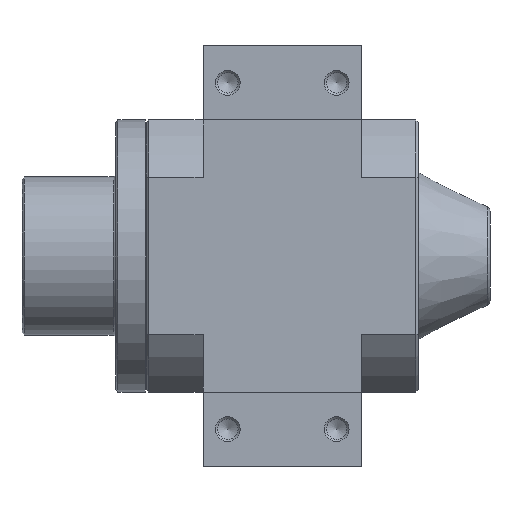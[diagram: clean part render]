
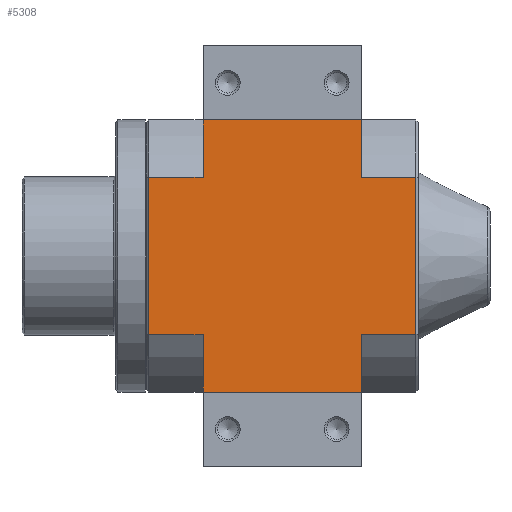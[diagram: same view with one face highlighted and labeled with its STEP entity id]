
A CAD part, left-side view. The second image highlights one B-rep face of the part: STEP entity #5308.
In plain terms, the highlighted face is planar.
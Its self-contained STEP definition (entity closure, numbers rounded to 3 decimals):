
#582=ORIENTED_EDGE('',*,*,#1716,.T.);
#583=ORIENTED_EDGE('',*,*,#1717,.F.);
#584=ORIENTED_EDGE('',*,*,#1718,.T.);
#585=ORIENTED_EDGE('',*,*,#1635,.T.);
#586=ORIENTED_EDGE('',*,*,#1719,.F.);
#587=ORIENTED_EDGE('',*,*,#1720,.T.);
#588=ORIENTED_EDGE('',*,*,#1721,.F.);
#589=ORIENTED_EDGE('',*,*,#1722,.T.);
#590=ORIENTED_EDGE('',*,*,#1723,.F.);
#591=ORIENTED_EDGE('',*,*,#1708,.T.);
#592=ORIENTED_EDGE('',*,*,#1724,.T.);
#593=ORIENTED_EDGE('',*,*,#1725,.F.);
#1635=EDGE_CURVE('',#2207,#2206,#2623,.T.);
#1708=EDGE_CURVE('',#2273,#2272,#2662,.T.);
#1716=EDGE_CURVE('',#2279,#2280,#2670,.T.);
#1717=EDGE_CURVE('',#2281,#2280,#2671,.F.);
#1718=EDGE_CURVE('',#2281,#2207,#2672,.T.);
#1719=EDGE_CURVE('',#2282,#2206,#2673,.T.);
#1720=EDGE_CURVE('',#2282,#2283,#2674,.F.);
#1721=EDGE_CURVE('',#2284,#2283,#2675,.T.);
#1722=EDGE_CURVE('',#2284,#2285,#2676,.T.);
#1723=EDGE_CURVE('',#2273,#2285,#2677,.T.);
#1724=EDGE_CURVE('',#2272,#2286,#2678,.T.);
#1725=EDGE_CURVE('',#2279,#2286,#2679,.T.);
#2206=VERTEX_POINT('',#7596);
#2207=VERTEX_POINT('',#7598);
#2272=VERTEX_POINT('',#7775);
#2273=VERTEX_POINT('',#7777);
#2279=VERTEX_POINT('',#7792);
#2280=VERTEX_POINT('',#7793);
#2281=VERTEX_POINT('',#7795);
#2282=VERTEX_POINT('',#7798);
#2283=VERTEX_POINT('',#7800);
#2284=VERTEX_POINT('',#7802);
#2285=VERTEX_POINT('',#7804);
#2286=VERTEX_POINT('',#7807);
#2623=LINE('',#7597,#2916);
#2662=LINE('',#7776,#2955);
#2670=LINE('',#7791,#2963);
#2671=LINE('',#7794,#2964);
#2672=LINE('',#7796,#2965);
#2673=LINE('',#7797,#2966);
#2674=LINE('',#7799,#2967);
#2675=LINE('',#7801,#2968);
#2676=LINE('',#7803,#2969);
#2677=LINE('',#7805,#2970);
#2678=LINE('',#7806,#2971);
#2679=LINE('',#7808,#2972);
#2916=VECTOR('',#6178,1000.);
#2955=VECTOR('',#6301,1000.);
#2963=VECTOR('',#6311,1000.);
#2964=VECTOR('',#6312,1000.);
#2965=VECTOR('',#6313,1000.);
#2966=VECTOR('',#6314,1000.);
#2967=VECTOR('',#6315,1000.);
#2968=VECTOR('',#6316,1000.);
#2969=VECTOR('',#6317,1000.);
#2970=VECTOR('',#6318,1000.);
#2971=VECTOR('',#6319,1000.);
#2972=VECTOR('',#6320,1000.);
#3226=EDGE_LOOP('',(#582,#583,#584,#585,#586,#587,#588,#589,#590,#591,#592,
#593));
#3659=FACE_BOUND('',#3226,.T.);
#4090=PLANE('',#5650);
#5308=ADVANCED_FACE('',(#3659),#4090,.T.);
#5650=AXIS2_PLACEMENT_3D('',#7790,#6309,#6310);
#6178=DIRECTION('',(0.,-1.,0.));
#6301=DIRECTION('',(0.,1.,0.));
#6309=DIRECTION('',(0.,0.,1.));
#6310=DIRECTION('',(1.,0.,0.));
#6311=DIRECTION('',(-1.,0.,0.));
#6312=DIRECTION('',(0.,-1.,0.));
#6313=DIRECTION('',(-1.,0.,0.));
#6314=DIRECTION('',(-1.,0.,0.));
#6315=DIRECTION('',(0.,1.,0.));
#6316=DIRECTION('',(-1.,0.,0.));
#6317=DIRECTION('',(0.,1.,0.));
#6318=DIRECTION('',(-1.,0.,0.));
#6319=DIRECTION('',(-1.,0.,0.));
#6320=DIRECTION('',(0.,-1.,0.));
#7596=CARTESIAN_POINT('',(-27.5,-16.,27.5));
#7597=CARTESIAN_POINT('',(-27.5,27.,27.5));
#7598=CARTESIAN_POINT('',(-27.5,16.,27.5));
#7775=CARTESIAN_POINT('',(27.5,16.,27.5));
#7776=CARTESIAN_POINT('',(27.5,-27.,27.5));
#7777=CARTESIAN_POINT('',(27.5,-16.,27.5));
#7790=CARTESIAN_POINT('',(0.,0.,27.5));
#7791=CARTESIAN_POINT('',(33.,27.,27.5));
#7792=CARTESIAN_POINT('',(15.869,27.,27.5));
#7793=CARTESIAN_POINT('',(-15.869,27.,27.5));
#7794=CARTESIAN_POINT('',(-15.869,33.,27.5));
#7795=CARTESIAN_POINT('',(-15.869,16.,27.5));
#7796=CARTESIAN_POINT('',(0.,16.,27.5));
#7797=CARTESIAN_POINT('',(0.,-16.,27.5));
#7798=CARTESIAN_POINT('',(-15.869,-16.,27.5));
#7799=CARTESIAN_POINT('',(-15.869,-33.,27.5));
#7800=CARTESIAN_POINT('',(-15.869,-27.,27.5));
#7801=CARTESIAN_POINT('',(33.,-27.,27.5));
#7802=CARTESIAN_POINT('',(15.869,-27.,27.5));
#7803=CARTESIAN_POINT('',(15.869,-33.,27.5));
#7804=CARTESIAN_POINT('',(15.869,-16.,27.5));
#7805=CARTESIAN_POINT('',(0.,-16.,27.5));
#7806=CARTESIAN_POINT('',(0.,16.,27.5));
#7807=CARTESIAN_POINT('',(15.869,16.,27.5));
#7808=CARTESIAN_POINT('',(15.869,33.,27.5));
